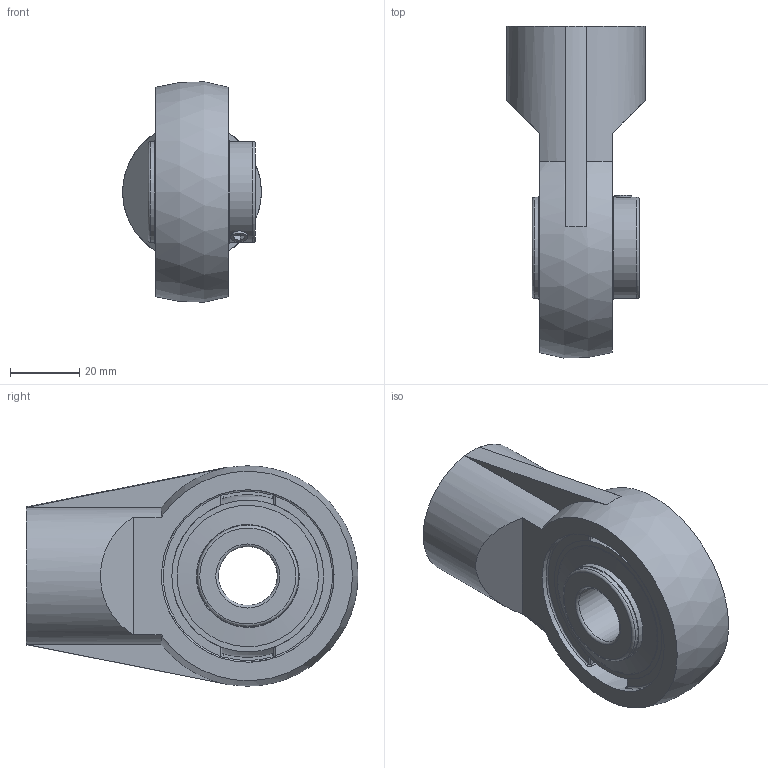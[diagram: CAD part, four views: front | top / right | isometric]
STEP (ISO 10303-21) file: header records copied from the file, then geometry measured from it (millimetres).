
FILE_DESCRIPTION(/* description */ ('Alibre Inc.'),/* implementation_level */ '2;1');
FILE_NAME(/* name */ 'export-EE3FBB92-5945-4599-A117-695F8EB41706',/* time_stamp */ '2020-05-19T15:06:50-07:00',/* author */ (''),/* organization */ (''),/* preprocessor_version */ 'ST-DEVELOPER v17',/* originating_system */ 'Alibre',/* authorisation */ '');
FILE_SCHEMA (('CONFIG_CONTROL_DESIGN'));
Length unit declared in the file: inch
Bounding box: 39.94 x 95.8 x 63.6 mm (x, y, z)
Volume: 85800.5 mm3; surface area: 32812.9 mm2
Topology: 15 solids, 15 shells, 121 faces, 285 edges, 175 vertices
Faces by surface type: plane 48, cylinder 32, sphere 15, cone 12, torus 10, bspline 4
Full cylindrical faces by diameter (mm): 4.917 x4, 17 x1, 19.05 x1, 29.21 x4, 29.718 x2, 40 x2, 40.792 x2, 49.818 x1, 54.25 x1
Entity records: 3955 total; most frequent: CARTESIAN_POINT 1202, DIRECTION 396, ORIENTED_EDGE 358, AXIS2_PLACEMENT_3D 188, EDGE_CURVE 179, FACE_BOUND 147, EDGE_LOOP 138, VERTEX_POINT 134
